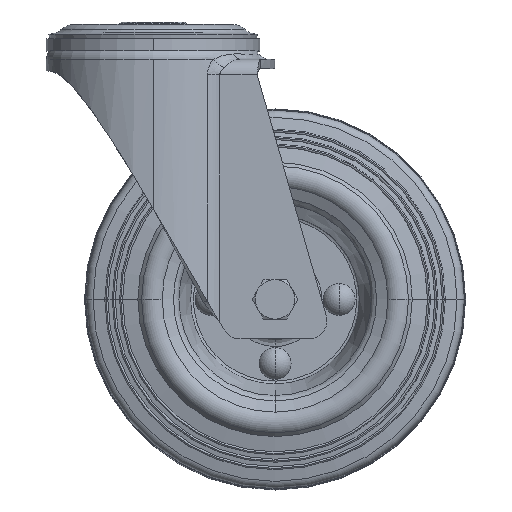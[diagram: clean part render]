
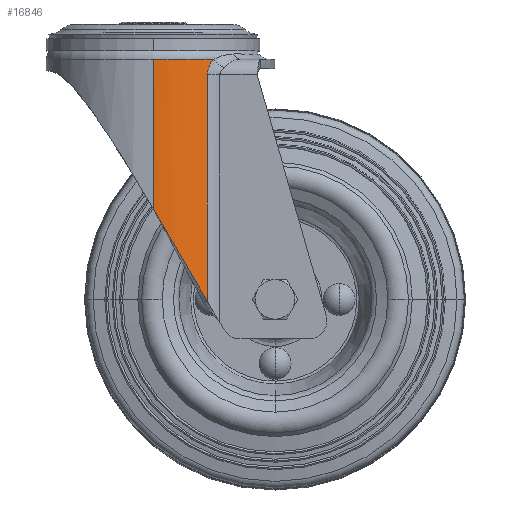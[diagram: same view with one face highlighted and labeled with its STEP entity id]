
A CAD part, top view. The second image highlights one B-rep face of the part: STEP entity #16846.
In plain terms, the highlighted cylindrical face has radius 35 mm (diameter 70 mm), a partial arc.
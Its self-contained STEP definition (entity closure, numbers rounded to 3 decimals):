
#216 = DIRECTION ( 'NONE',  ( 0., 1., 0. ) ) ;
#328 = DIRECTION ( 'NONE',  ( 0.566, 0., 0.824 ) ) ;
#835 = B_SPLINE_CURVE_WITH_KNOTS ( 'NONE', 3,
 ( #16272, #979, #10254, #7195, #15043, #13497, #19613, #19716, #10044, #6886, #13077, #11578, #17798, #2319, #18697, #19892, #1206, #10657, #6042, #19992, #7507, #13800, #12260, #13907, #10843, #13693, #18405, #18305, #18498, #15254, #15347, #5944, #4461, #7799, #1391, #7605, #4548, #13989, #10732, #8930, #6239, #16961, #17063, #1306, #3004 ),
 .UNSPECIFIED., .F., .F.,
 ( 4, 2, 2, 2, 1, 2, 2, 2, 1, 1, 1, 1, 2, 2, 2, 2, 2, 1, 1, 2, 2, 2, 2, 2, 2, 4 ),
 ( 0., 0.062, 0.094, 0.109, 0.117, 0.121, 0.125, 0.187, 0.219, 0.234, 0.242, 0.246, 0.248, 0.25, 0.375, 0.437, 0.469, 0.484, 0.492, 0.496, 0.5, 0.625, 0.75, 0.812, 0.875, 1. ),
 .UNSPECIFIED. ) ;
#979 = CARTESIAN_POINT ( 'NONE',  ( 19.772, -12.262, 28.88 ) ) ;
#1206 = CARTESIAN_POINT ( 'NONE',  ( 19.006, -13.267, 29.39 ) ) ;
#1306 = CARTESIAN_POINT ( 'NONE',  ( 17.833, -17.095, 30.116 ) ) ;
#1391 = CARTESIAN_POINT ( 'NONE',  ( 18.254, -14.809, 29.863 ) ) ;
#1591 = ORIENTED_EDGE ( 'NONE', *, *, #11090, .T. ) ;
#2299 = CARTESIAN_POINT ( 'NONE',  ( 0.814, -62.538, 35. ) ) ;
#2310 = FACE_OUTER_BOUND ( 'NONE', #16966, .T. ) ;
#2319 = CARTESIAN_POINT ( 'NONE',  ( 19.198, -12.981, 29.265 ) ) ;
#3004 = CARTESIAN_POINT ( 'NONE',  ( 17.833, -17.3, 30.116 ) ) ;
#3083 = CARTESIAN_POINT ( 'NONE',  ( 13.294, -83.882, 32.491 ) ) ;
#3495 = VERTEX_POINT ( 'NONE', #7649 ) ;
#3618 = DIRECTION ( 'NONE',  ( 0., 1., 0. ) ) ;
#3691 = VERTEX_POINT ( 'NONE', #11596 ) ;
#4329 = VECTOR ( 'NONE', #216, 1000. ) ;
#4461 = CARTESIAN_POINT ( 'NONE',  ( 18.35, -14.557, 29.804 ) ) ;
#4548 = CARTESIAN_POINT ( 'NONE',  ( 18.053, -15.494, 29.985 ) ) ;
#4571 = VERTEX_POINT ( 'NONE', #6776 ) ;
#4726 = CARTESIAN_POINT ( 'NONE',  ( 0., -164.24, 35. ) ) ;
#5528 = CARTESIAN_POINT ( 'NONE',  ( 17.833, -91.645, 30.116 ) ) ;
#5944 = CARTESIAN_POINT ( 'NONE',  ( 18.355, -14.545, 29.801 ) ) ;
#6042 = CARTESIAN_POINT ( 'NONE',  ( 18.973, -13.319, 29.411 ) ) ;
#6107 = CARTESIAN_POINT ( 'NONE',  ( 5.311, -70.227, 34.725 ) ) ;
#6239 = CARTESIAN_POINT ( 'NONE',  ( 17.881, -16.432, 30.088 ) ) ;
#6414 = CARTESIAN_POINT ( 'NONE',  ( 2.313, -65.1, 34.924 ) ) ;
#6429 = LINE ( 'NONE', #4726, #4329 ) ;
#6776 = CARTESIAN_POINT ( 'NONE',  ( 17.833, -91.645, 30.116 ) ) ;
#6778 = CARTESIAN_POINT ( 'NONE',  ( 0., -61.151, 35. ) ) ;
#6886 = CARTESIAN_POINT ( 'NONE',  ( 19.385, -12.728, 29.141 ) ) ;
#7195 = CARTESIAN_POINT ( 'NONE',  ( 19.595, -12.466, 29. ) ) ;
#7507 = CARTESIAN_POINT ( 'NONE',  ( 18.965, -13.331, 29.416 ) ) ;
#7513 = EDGE_CURVE ( 'NONE', #3495, #3691, #835, .T. ) ;
#7605 = CARTESIAN_POINT ( 'NONE',  ( 18.178, -15.045, 29.909 ) ) ;
#7649 = CARTESIAN_POINT ( 'NONE',  ( 19.817, -12.214, 28.85 ) ) ;
#7799 = CARTESIAN_POINT ( 'NONE',  ( 18.349, -14.561, 29.805 ) ) ;
#8360 = ORIENTED_EDGE ( 'NONE', *, *, #7513, .F. ) ;
#8413 = EDGE_CURVE ( 'NONE', #4571, #16919, #14678, .T. ) ;
#8471 = ORIENTED_EDGE ( 'NONE', *, *, #8413, .F. ) ;
#8930 = CARTESIAN_POINT ( 'NONE',  ( 17.912, -16.202, 30.069 ) ) ;
#9492 = VERTEX_POINT ( 'NONE', #16882 ) ;
#10011 = DIRECTION ( 'NONE',  ( 0., -1., 0. ) ) ;
#10044 = CARTESIAN_POINT ( 'NONE',  ( 19.405, -12.703, 29.128 ) ) ;
#10254 = CARTESIAN_POINT ( 'NONE',  ( 19.711, -12.331, 28.922 ) ) ;
#10479 = AXIS2_PLACEMENT_3D ( 'NONE', #11327, #10011, #328 ) ;
#10657 = CARTESIAN_POINT ( 'NONE',  ( 18.984, -13.302, 29.404 ) ) ;
#10732 = CARTESIAN_POINT ( 'NONE',  ( 17.931, -16.083, 30.058 ) ) ;
#10843 = CARTESIAN_POINT ( 'NONE',  ( 18.551, -14.085, 29.679 ) ) ;
#10851 = CARTESIAN_POINT ( 'NONE',  ( 0., -12.214, 35. ) ) ;
#11090 = EDGE_CURVE ( 'NONE', #3495, #19822, #16667, .T. ) ;
#11327 = CARTESIAN_POINT ( 'NONE',  ( 0., -12.214, 0. ) ) ;
#11578 = CARTESIAN_POINT ( 'NONE',  ( 19.365, -12.755, 29.155 ) ) ;
#11596 = CARTESIAN_POINT ( 'NONE',  ( 17.833, -17.3, 30.116 ) ) ;
#11668 = DIRECTION ( 'NONE',  ( 0., 0., -1. ) ) ;
#11671 = CARTESIAN_POINT ( 'NONE',  ( 17.833, -66.863, 30.116 ) ) ;
#11977 = ORIENTED_EDGE ( 'NONE', *, *, #18919, .F. ) ;
#12045 = B_SPLINE_CURVE_WITH_KNOTS ( 'NONE', 3,
 ( #19287, #17872, #2299, #6778 ),
 .UNSPECIFIED., .F., .F.,
 ( 4, 4 ),
 ( 0., 1. ),
 .UNSPECIFIED. ) ;
#12260 = CARTESIAN_POINT ( 'NONE',  ( 18.824, -13.558, 29.508 ) ) ;
#12978 = CYLINDRICAL_SURFACE ( 'NONE', #17297, 35. ) ;
#13077 = CARTESIAN_POINT ( 'NONE',  ( 19.373, -12.745, 29.15 ) ) ;
#13497 = CARTESIAN_POINT ( 'NONE',  ( 19.484, -12.602, 29.075 ) ) ;
#13693 = CARTESIAN_POINT ( 'NONE',  ( 18.504, -14.186, 29.708 ) ) ;
#13800 = CARTESIAN_POINT ( 'NONE',  ( 18.965, -13.333, 29.417 ) ) ;
#13907 = CARTESIAN_POINT ( 'NONE',  ( 18.704, -13.774, 29.584 ) ) ;
#13989 = CARTESIAN_POINT ( 'NONE',  ( 17.997, -15.727, 30.019 ) ) ;
#14162 = CARTESIAN_POINT ( 'NONE',  ( 15.674, -87.952, 31.395 ) ) ;
#14378 = EDGE_CURVE ( 'NONE', #3691, #4571, #19354, .T. ) ;
#14678 = B_SPLINE_CURVE_WITH_KNOTS ( 'NONE', 3,
 ( #19962, #14162, #3083, #16924, #6107, #6414 ),
 .UNSPECIFIED., .F., .F.,
 ( 4, 2, 4 ),
 ( 0., 0.5, 1. ),
 .UNSPECIFIED. ) ;
#14933 = ORIENTED_EDGE ( 'NONE', *, *, #18260, .F. ) ;
#15030 = CARTESIAN_POINT ( 'NONE',  ( 2.313, -65.1, 34.924 ) ) ;
#15043 = CARTESIAN_POINT ( 'NONE',  ( 19.553, -12.517, 29.029 ) ) ;
#15254 = CARTESIAN_POINT ( 'NONE',  ( 18.377, -14.488, 29.787 ) ) ;
#15347 = CARTESIAN_POINT ( 'NONE',  ( 18.362, -14.528, 29.797 ) ) ;
#16272 = CARTESIAN_POINT ( 'NONE',  ( 19.817, -12.214, 28.85 ) ) ;
#16667 = CIRCLE ( 'NONE', #10479, 35. ) ;
#16846 = ADVANCED_FACE ( 'NONE', ( #2310 ), #12978, .T. ) ;
#16882 = CARTESIAN_POINT ( 'NONE',  ( 0., -61.151, 35. ) ) ;
#16919 = VERTEX_POINT ( 'NONE', #15030 ) ;
#16924 = CARTESIAN_POINT ( 'NONE',  ( 8.113, -75.02, 34.155 ) ) ;
#16961 = CARTESIAN_POINT ( 'NONE',  ( 17.869, -16.545, 30.095 ) ) ;
#16966 = EDGE_LOOP ( 'NONE', ( #14933, #11977, #8471, #18690, #8360, #1591 ) ) ;
#17063 = CARTESIAN_POINT ( 'NONE',  ( 17.84, -16.88, 30.112 ) ) ;
#17297 = AXIS2_PLACEMENT_3D ( 'NONE', #19297, #3618, #11668 ) ;
#17798 = CARTESIAN_POINT ( 'NONE',  ( 19.274, -12.875, 29.215 ) ) ;
#17872 = CARTESIAN_POINT ( 'NONE',  ( 1.587, -63.859, 34.972 ) ) ;
#18260 = EDGE_CURVE ( 'NONE', #9492, #19822, #6429, .T. ) ;
#18305 = CARTESIAN_POINT ( 'NONE',  ( 18.42, -14.381, 29.761 ) ) ;
#18405 = CARTESIAN_POINT ( 'NONE',  ( 18.441, -14.333, 29.748 ) ) ;
#18498 = CARTESIAN_POINT ( 'NONE',  ( 18.391, -14.452, 29.778 ) ) ;
#18690 = ORIENTED_EDGE ( 'NONE', *, *, #14378, .F. ) ;
#18697 = CARTESIAN_POINT ( 'NONE',  ( 19.099, -13.125, 29.329 ) ) ;
#18919 = EDGE_CURVE ( 'NONE', #16919, #9492, #12045, .T. ) ;
#19287 = CARTESIAN_POINT ( 'NONE',  ( 2.313, -65.1, 34.924 ) ) ;
#19297 = CARTESIAN_POINT ( 'NONE',  ( 0., -164.24, 0. ) ) ;
#19354 = B_SPLINE_CURVE_WITH_KNOTS ( 'NONE', 3,
 ( #19496, #19605, #11671, #5528 ),
 .UNSPECIFIED., .F., .F.,
 ( 4, 4 ),
 ( 0., 1. ),
 .UNSPECIFIED. ) ;
#19496 = CARTESIAN_POINT ( 'NONE',  ( 17.833, -17.3, 30.116 ) ) ;
#19605 = CARTESIAN_POINT ( 'NONE',  ( 17.833, -42.082, 30.116 ) ) ;
#19613 = CARTESIAN_POINT ( 'NONE',  ( 19.46, -12.631, 29.091 ) ) ;
#19716 = CARTESIAN_POINT ( 'NONE',  ( 19.424, -12.679, 29.116 ) ) ;
#19822 = VERTEX_POINT ( 'NONE', #10851 ) ;
#19892 = CARTESIAN_POINT ( 'NONE',  ( 19.054, -13.194, 29.359 ) ) ;
#19962 = CARTESIAN_POINT ( 'NONE',  ( 17.833, -91.645, 30.116 ) ) ;
#19992 = CARTESIAN_POINT ( 'NONE',  ( 18.968, -13.327, 29.414 ) ) ;
